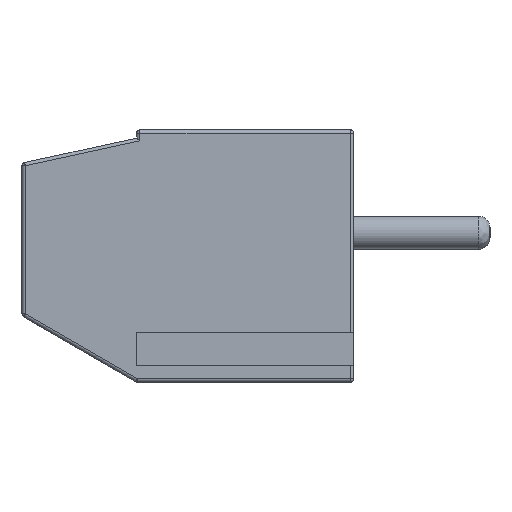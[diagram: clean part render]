
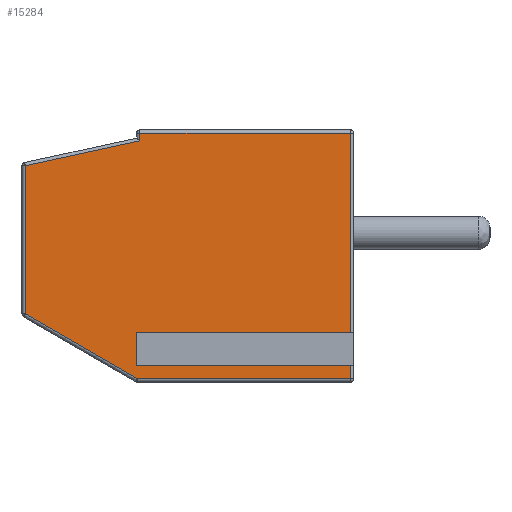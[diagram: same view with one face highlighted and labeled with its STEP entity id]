
A CAD part, left-side view. The second image highlights one B-rep face of the part: STEP entity #15284.
In plain terms, the highlighted planar face has unit normal (-1, 0, 0).
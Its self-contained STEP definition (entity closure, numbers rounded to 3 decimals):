
#63=DIRECTION('',(0.,0.,-1.));
#64=VECTOR('',#63,0.231);
#65=CARTESIAN_POINT('',(-17.5,1.45,3.));
#66=LINE('',#65,#64);
#71=DIRECTION('',(0.,1.,0.));
#72=VECTOR('',#71,6.35);
#73=CARTESIAN_POINT('',(-17.5,-4.9,3.));
#74=LINE('',#73,#72);
#78=DIRECTION('',(0.,0.,1.));
#79=VECTOR('',#78,6.186);
#80=CARTESIAN_POINT('',(-17.5,-4.9,-3.186));
#81=LINE('',#80,#79);
#85=DIRECTION('',(0.,1.,0.));
#86=VECTOR('',#85,6.45);
#87=CARTESIAN_POINT('',(-17.5,-4.9,-3.186));
#88=LINE('',#87,#86);
#92=DIRECTION('',(0.,0.,-1.));
#93=VECTOR('',#92,0.628);
#94=CARTESIAN_POINT('',(-17.5,1.55,-3.186));
#95=LINE('',#94,#93);
#99=DIRECTION('',(0.,1.,0.));
#100=VECTOR('',#99,6.45);
#101=CARTESIAN_POINT('',(-17.5,-4.9,-3.814));
#102=LINE('',#101,#100);
#106=DIRECTION('',(0.,0.,1.));
#107=VECTOR('',#106,0.586);
#108=CARTESIAN_POINT('',(-17.5,-4.9,-4.4));
#109=LINE('',#108,#107);
#113=DIRECTION('',(0.,-1.,0.));
#114=VECTOR('',#113,6.423);
#115=CARTESIAN_POINT('',(-17.5,1.523,-4.4));
#116=LINE('',#115,#114);
#120=DIRECTION('',(0.,-0.865,-0.502));
#121=VECTOR('',#120,3.903);
#122=CARTESIAN_POINT('',(-17.5,4.9,-2.442));
#123=LINE('',#122,#121);
#127=DIRECTION('',(0.,0.,-1.));
#128=VECTOR('',#127,4.462);
#129=CARTESIAN_POINT('',(-17.5,4.9,2.019));
#130=LINE('',#129,#128);
#134=DIRECTION('',(0.,0.977,-0.212));
#135=VECTOR('',#134,3.531);
#136=CARTESIAN_POINT('',(-17.5,1.45,2.769));
#137=LINE('',#136,#135);
#6305=CARTESIAN_POINT('',(-17.5,-4.9,-3.186));
#13827=CARTESIAN_POINT('',(-17.5,1.45,3.));
#13828=CARTESIAN_POINT('',(-17.5,1.45,2.769));
#13829=VERTEX_POINT('',#13827);
#13830=VERTEX_POINT('',#13828);
#13831=CARTESIAN_POINT('',(-17.5,4.9,2.019));
#13832=VERTEX_POINT('',#13831);
#13837=CARTESIAN_POINT('',(-17.5,4.9,-2.442));
#13838=VERTEX_POINT('',#13837);
#13843=CARTESIAN_POINT('',(-17.5,1.523,-4.4));
#13844=VERTEX_POINT('',#13843);
#13849=CARTESIAN_POINT('',(-17.5,-4.9,-4.4));
#13850=VERTEX_POINT('',#13849);
#13855=CARTESIAN_POINT('',(-17.5,-4.9,-3.814));
#13856=VERTEX_POINT('',#13855);
#13859=CARTESIAN_POINT('',(-17.5,-4.9,3.));
#13860=VERTEX_POINT('',#13859);
#13908=VERTEX_POINT('',#6305);
#13949=CARTESIAN_POINT('',(-17.5,1.55,-3.186));
#13950=CARTESIAN_POINT('',(-17.5,1.55,-3.814));
#13951=VERTEX_POINT('',#13949);
#13952=VERTEX_POINT('',#13950);
#15255=CARTESIAN_POINT('',(-17.5,0.,0.));
#15256=DIRECTION('',(1.,0.,0.));
#15257=DIRECTION('',(0.,-1.,0.));
#15258=AXIS2_PLACEMENT_3D('',#15255,#15256,#15257);
#15259=PLANE('',#15258);
#15261=ORIENTED_EDGE('',*,*,#15260,.F.);
#15263=ORIENTED_EDGE('',*,*,#15262,.F.);
#15265=ORIENTED_EDGE('',*,*,#15264,.F.);
#15267=ORIENTED_EDGE('',*,*,#15266,.T.);
#15269=ORIENTED_EDGE('',*,*,#15268,.T.);
#15271=ORIENTED_EDGE('',*,*,#15270,.F.);
#15273=ORIENTED_EDGE('',*,*,#15272,.F.);
#15275=ORIENTED_EDGE('',*,*,#15274,.F.);
#15277=ORIENTED_EDGE('',*,*,#15276,.F.);
#15279=ORIENTED_EDGE('',*,*,#15278,.F.);
#15281=ORIENTED_EDGE('',*,*,#15280,.F.);
#15282=EDGE_LOOP('',(#15261,#15263,#15265,#15267,#15269,#15271,#15273,#15275,
#15277,#15279,#15281));
#15283=FACE_OUTER_BOUND('',#15282,.F.);
#15284=ADVANCED_FACE('',(#15283),#15259,.F.);
#15260=EDGE_CURVE('',#13829,#13830,#66,.T.);
#15262=EDGE_CURVE('',#13860,#13829,#74,.T.);
#15264=EDGE_CURVE('',#13908,#13860,#81,.T.);
#15266=EDGE_CURVE('',#13908,#13951,#88,.T.);
#15268=EDGE_CURVE('',#13951,#13952,#95,.T.);
#15270=EDGE_CURVE('',#13856,#13952,#102,.T.);
#15272=EDGE_CURVE('',#13850,#13856,#109,.T.);
#15274=EDGE_CURVE('',#13844,#13850,#116,.T.);
#15276=EDGE_CURVE('',#13838,#13844,#123,.T.);
#15278=EDGE_CURVE('',#13832,#13838,#130,.T.);
#15280=EDGE_CURVE('',#13830,#13832,#137,.T.);
